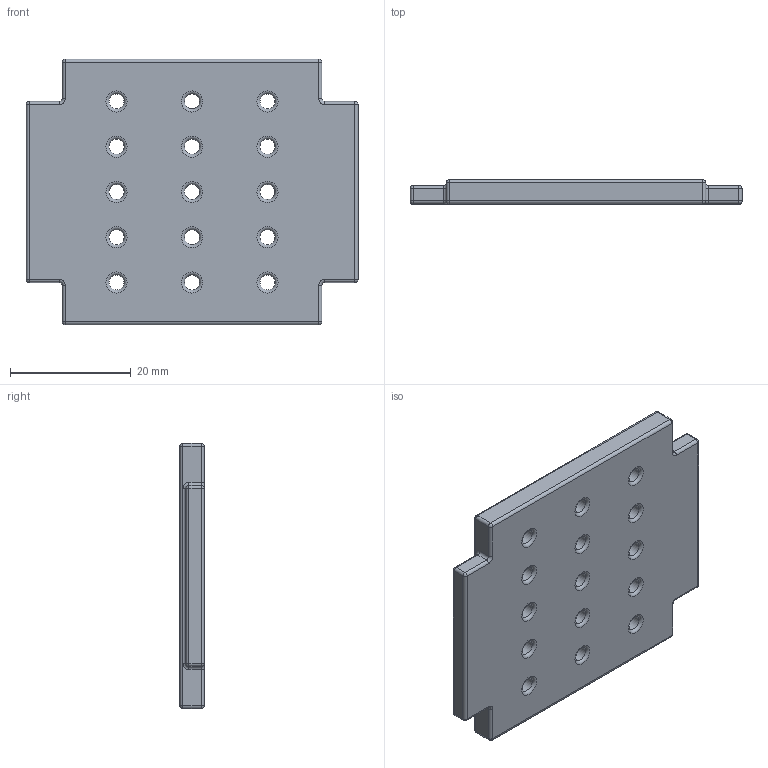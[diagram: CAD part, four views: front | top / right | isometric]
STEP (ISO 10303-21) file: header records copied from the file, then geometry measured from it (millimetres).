
FILE_DESCRIPTION(/* description */ (''),/* implementation_level */ '2;1');
FILE_NAME(/* name */ 'devFrame Platform Basic.step',/* time_stamp */ '2020-01-13T19:31:26-06:00',/* author */ (''),/* organization */ (''),/* preprocessor_version */ 'ST-DEVELOPER v18',/* originating_system */ 'Autodesk Translation Framework v8.12.0.6',/* authorisation */ '');
FILE_SCHEMA (('AUTOMOTIVE_DESIGN { 1 0 10303 214 3 1 1 }'));
Length unit declared in the file: millimetre
Products named in the file (1): devFrame Platform Basic
Bounding box: 55 x 4 x 44 mm (x, y, z)
Volume: 8317.9 mm3; surface area: 5429.9 mm2
Topology: 1 solids, 1 shells, 121 faces, 319 edges, 200 vertices
Faces by surface type: cylinder 51, torus 38, plane 16, sphere 16
Full cylindrical faces by diameter (mm): 2.5 x15
Entity records: 3932 total; most frequent: DIRECTION 793, CARTESIAN_POINT 641, ORIENTED_EDGE 638, AXIS2_PLACEMENT_3D 352, EDGE_CURVE 319, CIRCLE 230, VERTEX_POINT 200, EDGE_LOOP 151
